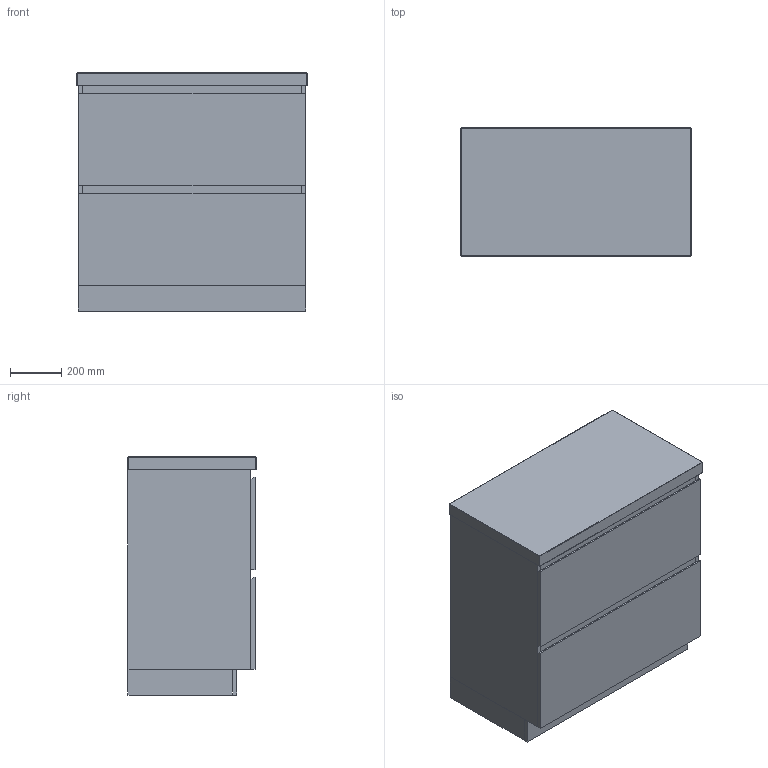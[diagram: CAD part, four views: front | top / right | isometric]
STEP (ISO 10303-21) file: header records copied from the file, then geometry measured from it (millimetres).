
FILE_DESCRIPTION(/* description */ (''),/* implementation_level */ '2;1');
FILE_NAME(/* name */ 'Domaine Twin All-Drawer (Floor Mount) 900 (50MM)',/* time_stamp */ '2025-07-09T14:52:43+10:00',/* author */ (''),/* organization */ (''),/* preprocessor_version */ 'ST-DEVELOPER v16.5',/* originating_system */ '',/* authorisation */ '');
FILE_SCHEMA (('AUTOMOTIVE_DESIGN'));
Length unit declared in the file: millimetre
Products named in the file (6): Document; Domaine Twin All-Drawer (Floor Mount) 900 (50MM); Domaine All-Drawer TWIN (Floor Mount) ALL89101112; Domaine All Drawer 900 FM7; Blank Benchtops ALL1314151617; 900 Benchtop (50mm)2345
Assembly tree (5 placements, depth 4):
  Document
    Domaine Twin All-Drawer (Floor Mount) 900 (50MM)
      Domaine All-Drawer TWIN (Floor Mount) ALL89101112
        Domaine All Drawer 900 FM7
      Blank Benchtops ALL1314151617
        900 Benchtop (50mm)2345
Bounding box: 900 x 500 x 930.1 mm (x, y, z)
Volume: 93903009.6 mm3; surface area: 8732740.9 mm2
Topology: 7 solids, 7 shells, 70 faces, 151 edges, 90 vertices
Faces by surface type: plane 53, cylinder 11, bspline 6
Entity records: 2084 total; most frequent: CARTESIAN_POINT 749, ORIENTED_EDGE 290, EDGE_CURVE 145, B_SPLINE_CURVE_WITH_KNOTS 125, VERTEX_POINT 90, DIRECTION 90, AXIS2_PLACEMENT_3D 77, EDGE_LOOP 71
